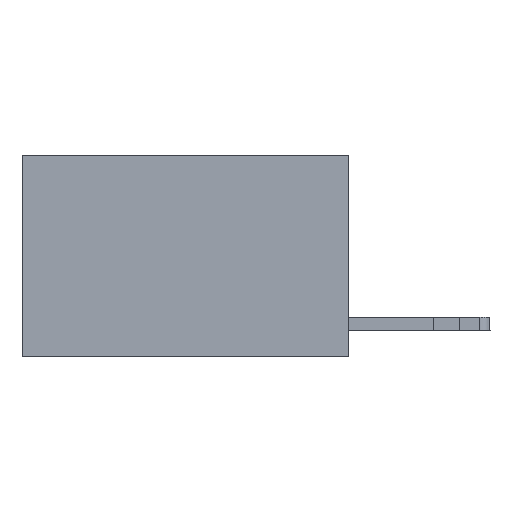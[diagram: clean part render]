
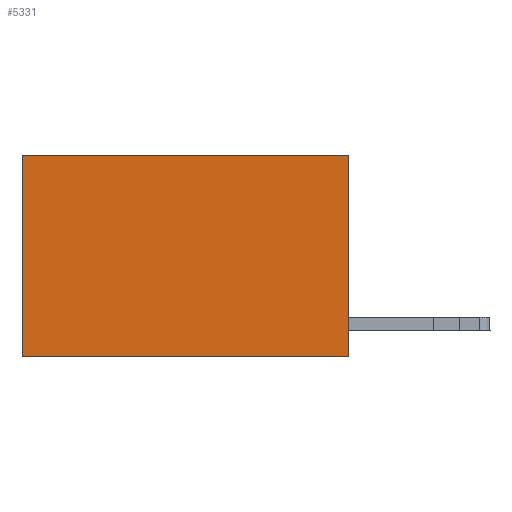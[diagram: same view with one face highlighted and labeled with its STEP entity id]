
A CAD part, left-side view. The second image highlights one B-rep face of the part: STEP entity #5331.
In plain terms, the highlighted planar face has unit normal (-1, 0, 0).
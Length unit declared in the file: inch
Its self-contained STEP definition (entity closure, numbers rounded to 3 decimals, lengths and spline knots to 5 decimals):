
#309 = VECTOR ( 'NONE', #5384, 39.37008 ) ;
#972 = LINE ( 'NONE', #22456, #6442 ) ;
#1214 = DIRECTION ( 'NONE',  ( 0., 1., 0. ) ) ;
#1381 = EDGE_CURVE ( 'NONE', #11204, #15995, #18819, .T. ) ;
#1683 = DIRECTION ( 'NONE',  ( 1., 0., 0. ) ) ;
#1799 = DIRECTION ( 'NONE',  ( 0., 0., -1. ) ) ;
#1944 = CARTESIAN_POINT ( 'NONE',  ( 0.2625, 0., -0.37 ) ) ;
#2645 = EDGE_LOOP ( 'NONE', ( #6599, #15317, #22128, #17201 ) ) ;
#3275 = EDGE_CURVE ( 'NONE', #3502, #9004, #19471, .T. ) ;
#3348 = FACE_OUTER_BOUND ( 'NONE', #2645, .T. ) ;
#3502 = VERTEX_POINT ( 'NONE', #22603 ) ;
#4230 = EDGE_CURVE ( 'NONE', #11204, #3502, #972, .T. ) ;
#5331 = ADVANCED_FACE ( 'NONE', ( #3348 ), #23258, .F. ) ;
#5384 = DIRECTION ( 'NONE',  ( 0., 0., -1. ) ) ;
#5951 = EDGE_CURVE ( 'NONE', #15995, #9004, #20492, .T. ) ;
#6442 = VECTOR ( 'NONE', #1214, 39.37008 ) ;
#6599 = ORIENTED_EDGE ( 'NONE', *, *, #3275, .T. ) ;
#6884 = CARTESIAN_POINT ( 'NONE',  ( 0.2625, 0., 0. ) ) ;
#8536 = VECTOR ( 'NONE', #14922, 39.37008 ) ;
#9004 = VERTEX_POINT ( 'NONE', #16840 ) ;
#9921 = CARTESIAN_POINT ( 'NONE',  ( 0.2625, 0., 0. ) ) ;
#11204 = VERTEX_POINT ( 'NONE', #17359 ) ;
#14922 = DIRECTION ( 'NONE',  ( 0., 0., -1. ) ) ;
#15317 = ORIENTED_EDGE ( 'NONE', *, *, #5951, .F. ) ;
#15995 = VERTEX_POINT ( 'NONE', #1944 ) ;
#16840 = CARTESIAN_POINT ( 'NONE',  ( 0.2625, 0.6, -0.37 ) ) ;
#17201 = ORIENTED_EDGE ( 'NONE', *, *, #4230, .T. ) ;
#17359 = CARTESIAN_POINT ( 'NONE',  ( 0.2625, 0., 0. ) ) ;
#18531 = VECTOR ( 'NONE', #20251, 39.37008 ) ;
#18819 = LINE ( 'NONE', #9921, #8536 ) ;
#19471 = LINE ( 'NONE', #21675, #309 ) ;
#19596 = AXIS2_PLACEMENT_3D ( 'NONE', #6884, #1683, #1799 ) ;
#20251 = DIRECTION ( 'NONE',  ( 0., 1., 0. ) ) ;
#20492 = LINE ( 'NONE', #21783, #18531 ) ;
#21675 = CARTESIAN_POINT ( 'NONE',  ( 0.2625, 0.6, 0. ) ) ;
#21783 = CARTESIAN_POINT ( 'NONE',  ( 0.2625, 0., -0.37 ) ) ;
#22128 = ORIENTED_EDGE ( 'NONE', *, *, #1381, .F. ) ;
#22456 = CARTESIAN_POINT ( 'NONE',  ( 0.2625, 0., 0. ) ) ;
#22603 = CARTESIAN_POINT ( 'NONE',  ( 0.2625, 0.6, 0. ) ) ;
#23258 = PLANE ( 'NONE',  #19596 ) ;
